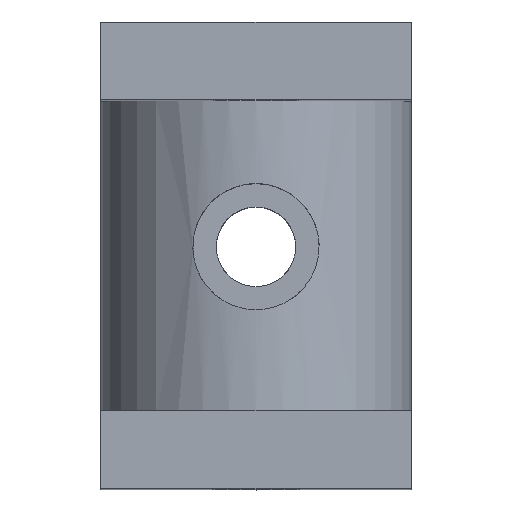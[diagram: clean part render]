
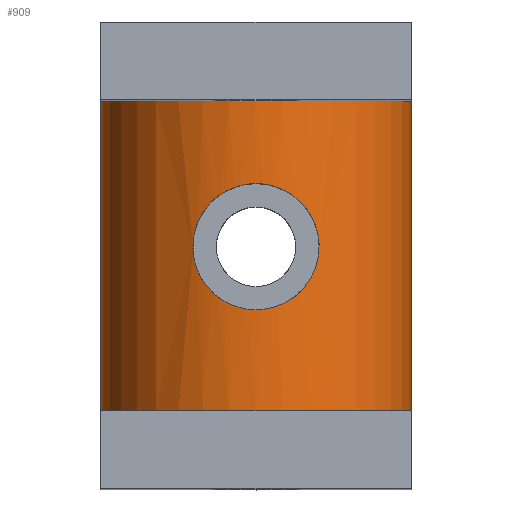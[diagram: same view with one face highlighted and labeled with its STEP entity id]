
A CAD part, top view. The second image highlights one B-rep face of the part: STEP entity #909.
In plain terms, the highlighted cylindrical face has radius 0.5 mm (diameter 1 mm), a partial arc.
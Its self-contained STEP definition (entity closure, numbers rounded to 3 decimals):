
#319=CARTESIAN_POINT('',(0.03,-0.172,1.0));
#320=VERTEX_POINT('',#319);
#329=CARTESIAN_POINT('',(0.03,0.234,1.0));
#330=VERTEX_POINT('',#329);
#331=CARTESIAN_POINT('',(0.03,0.234,1.0));
#332=CARTESIAN_POINT('',(0.056,0.234,1.0));
#333=CARTESIAN_POINT('',(0.083,0.229,0.998));
#334=CARTESIAN_POINT('',(0.133,0.208,0.99));
#335=CARTESIAN_POINT('',(0.156,0.192,0.984));
#336=CARTESIAN_POINT('',(0.191,0.157,0.974));
#337=CARTESIAN_POINT('',(0.207,0.134,0.968));
#338=CARTESIAN_POINT('',(0.228,0.084,0.959));
#339=CARTESIAN_POINT('',(0.233,0.057,0.957));
#340=CARTESIAN_POINT('',(0.233,0.031,0.957));
#341=CARTESIAN_POINT('',(0.233,0.005,0.957));
#342=CARTESIAN_POINT('',(0.228,-0.022,0.959));
#343=CARTESIAN_POINT('',(0.207,-0.072,0.968));
#344=CARTESIAN_POINT('',(0.191,-0.095,0.974));
#345=CARTESIAN_POINT('',(0.156,-0.13,0.984));
#346=CARTESIAN_POINT('',(0.133,-0.146,0.99));
#347=CARTESIAN_POINT('',(0.083,-0.167,0.998));
#348=CARTESIAN_POINT('',(0.056,-0.172,1.0));
#349=CARTESIAN_POINT('',(0.03,-0.172,1.0));
#350=B_SPLINE_CURVE_WITH_KNOTS('',3,(#331,#332,#333,#334,#335,#336,#337,#338,#339,#340,#341,#342,#343,#344,#345,#346,#347,#348,#349),.UNSPECIFIED.,.F.,.U.,(4,2,2,2,3,2,2,2,4),(0.929,1.007,1.084,1.162,1.239,1.317,1.394,1.472,1.549),.UNSPECIFIED.);
#351=EDGE_CURVE('',#330,#320,#350,.T.);
#376=CARTESIAN_POINT('',(0.53,0.5,0.5));
#377=VERTEX_POINT('',#376);
#378=CARTESIAN_POINT('',(-0.47,0.5,0.5));
#379=VERTEX_POINT('',#378);
#380=CARTESIAN_POINT('',(0.03,0.5,0.5));
#381=DIRECTION('',(0.0,-1.0,0.0));
#382=DIRECTION('',(0.0,0.0,1.0));
#383=AXIS2_PLACEMENT_3D('',#380,#381,#382);
#384=CIRCLE('',#383,0.5);
#385=EDGE_CURVE('',#377,#379,#384,.T.);
#428=CARTESIAN_POINT('',(0.53,-0.5,0.5));
#429=VERTEX_POINT('',#428);
#438=CARTESIAN_POINT('',(-0.47,-0.5,0.5));
#439=VERTEX_POINT('',#438);
#440=CARTESIAN_POINT('',(0.03,-0.5,0.5));
#441=DIRECTION('',(0.0,1.0,0.0));
#442=DIRECTION('',(0.0,0.0,1.0));
#443=AXIS2_PLACEMENT_3D('',#440,#441,#442);
#444=CIRCLE('',#443,0.5);
#445=EDGE_CURVE('',#439,#429,#444,.T.);
#508=CARTESIAN_POINT('',(0.03,-0.172,1.0));
#509=CARTESIAN_POINT('',(0.004,-0.172,1.0));
#510=CARTESIAN_POINT('',(-0.023,-0.167,0.998));
#511=CARTESIAN_POINT('',(-0.073,-0.146,0.99));
#512=CARTESIAN_POINT('',(-0.096,-0.13,0.984));
#513=CARTESIAN_POINT('',(-0.131,-0.095,0.974));
#514=CARTESIAN_POINT('',(-0.147,-0.072,0.968));
#515=CARTESIAN_POINT('',(-0.168,-0.022,0.959));
#516=CARTESIAN_POINT('',(-0.173,0.005,0.957));
#517=CARTESIAN_POINT('',(-0.173,0.057,0.957));
#518=CARTESIAN_POINT('',(-0.168,0.084,0.959));
#519=CARTESIAN_POINT('',(-0.147,0.134,0.968));
#520=CARTESIAN_POINT('',(-0.131,0.157,0.974));
#521=CARTESIAN_POINT('',(-0.096,0.192,0.984));
#522=CARTESIAN_POINT('',(-0.073,0.208,0.99));
#523=CARTESIAN_POINT('',(-0.023,0.229,0.998));
#524=CARTESIAN_POINT('',(0.004,0.234,1.0));
#525=CARTESIAN_POINT('',(0.03,0.234,1.0));
#526=B_SPLINE_CURVE_WITH_KNOTS('',3,(#508,#509,#510,#511,#512,#513,#514,#515,#516,#517,#518,#519,#520,#521,#522,#523,#524,#525),.UNSPECIFIED.,.F.,.U.,(4,2,2,2,2,2,2,2,4),(0.31,0.387,0.465,0.542,0.62,0.697,0.775,0.852,0.929),.UNSPECIFIED.);
#527=EDGE_CURVE('',#320,#330,#526,.T.);
#884=CARTESIAN_POINT('',(0.03,0.469,0.5));
#885=DIRECTION('',(0.,-1.0,0.));
#886=DIRECTION('',(0.707,0.,0.707));
#887=AXIS2_PLACEMENT_3D('',#884,#885,#886);
#888=CYLINDRICAL_SURFACE('',#887,0.5);
#889=CARTESIAN_POINT('',(0.53,0.5,0.5));
#890=DIRECTION('',(0.0,-1.0,0.0));
#891=VECTOR('',#890,1.0);
#892=LINE('',#889,#891);
#893=EDGE_CURVE('',#377,#429,#892,.T.);
#894=ORIENTED_EDGE('',*,*,#893,.F.);
#895=ORIENTED_EDGE('',*,*,#385,.T.);
#896=CARTESIAN_POINT('',(-0.47,-0.5,0.5));
#897=DIRECTION('',(0.0,1.0,0.0));
#898=VECTOR('',#897,1.0);
#899=LINE('',#896,#898);
#900=EDGE_CURVE('',#439,#379,#899,.T.);
#901=ORIENTED_EDGE('',*,*,#900,.F.);
#902=ORIENTED_EDGE('',*,*,#445,.T.);
#903=EDGE_LOOP('',(#894,#895,#901,#902));
#904=FACE_OUTER_BOUND('',#903,.T.);
#905=ORIENTED_EDGE('',*,*,#527,.T.);
#906=ORIENTED_EDGE('',*,*,#351,.T.);
#907=EDGE_LOOP('',(#905,#906));
#908=FACE_BOUND('',#907,.T.);
#909=ADVANCED_FACE('',(#904,#908),#888,.T.);
